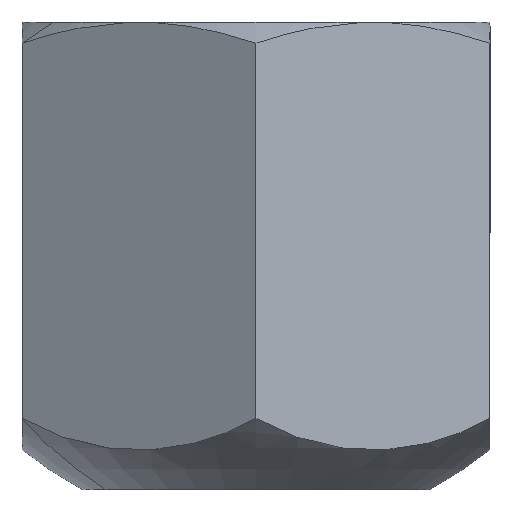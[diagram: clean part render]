
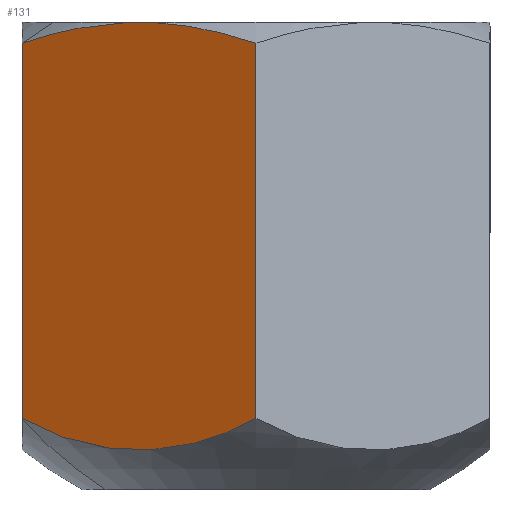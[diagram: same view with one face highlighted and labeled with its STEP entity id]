
A CAD part, front view. The second image highlights one B-rep face of the part: STEP entity #131.
In plain terms, the highlighted planar face has unit normal (-0.5, -0.866, 0).
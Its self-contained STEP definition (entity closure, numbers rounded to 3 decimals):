
#107=VERTEX_POINT('',#282);
#131=ADVANCED_FACE('',(#309),#310,.T.);
#137=EDGE_CURVE('',#107,#147,#317,.T.);
#147=VERTEX_POINT('',#328);
#153=VERTEX_POINT('',#334);
#171=EDGE_CURVE('',#153,#107,#352,.T.);
#197=EDGE_CURVE('',#233,#147,#380,.T.);
#215=EDGE_CURVE('',#233,#153,#403,.T.);
#233=VERTEX_POINT('',#422);
#282=CARTESIAN_POINT('',(0.,-15.6,25.788));
#309=FACE_OUTER_BOUND('',#563,.T.);
#310=PLANE('',#564);
#317=(B_SPLINE_CURVE(2,(#573,#574,#575),.UNSPECIFIED.,.F.,.F.)B_SPLINE_CURVE_WITH_KNOTS((3,3),(11.427,33.185),.UNSPECIFIED.)RATIONAL_B_SPLINE_CURVE((1.329,1.535,1.329))BOUNDED_CURVE()REPRESENTATION_ITEM('')GEOMETRIC_REPRESENTATION_ITEM()CURVE());
#328=CARTESIAN_POINT('',(-13.51,-7.8,25.788));
#334=CARTESIAN_POINT('',(0.,-15.6,4.127));
#352=LINE('',#647,#648);
#380=LINE('',#726,#727);
#403=B_SPLINE_CURVE_WITH_KNOTS('',3,(#754,#755,#756,#757,#758,#759,#760,#761,#762,#763,#764,#765,#766,#767,#768,#769,#770,#771,#772,#773,#774,#775,#776),.UNSPECIFIED.,.F.,.F.,(4,2,2,2,2,3,2,2,2,2,4),(-7.641,-7.503,-5.627,-3.751,-1.876,0.0,1.876,3.751,5.627,7.503,7.641),.UNSPECIFIED.);
#422=CARTESIAN_POINT('',(-13.51,-7.8,4.127));
#563=EDGE_LOOP('',(#915,#916,#917,#918));
#564=AXIS2_PLACEMENT_3D('',#919,#920,#921);
#573=CARTESIAN_POINT('',(0.,-15.6,25.788));
#574=CARTESIAN_POINT('',(-6.755,-11.7,28.039));
#575=CARTESIAN_POINT('',(-13.51,-7.8,25.788));
#647=CARTESIAN_POINT('',(0.,-15.6,0.0));
#648=VECTOR('',#950,1.0);
#726=CARTESIAN_POINT('',(-13.51,-7.8,0.0));
#727=VECTOR('',#977,1.0);
#754=CARTESIAN_POINT('',(-13.51,-7.8,4.127));
#755=CARTESIAN_POINT('',(-13.474,-7.821,4.106));
#756=CARTESIAN_POINT('',(-13.437,-7.842,4.086));
#757=CARTESIAN_POINT('',(-12.914,-8.144,3.794));
#758=CARTESIAN_POINT('',(-12.392,-8.446,3.539));
#759=CARTESIAN_POINT('',(-11.304,-9.074,3.091));
#760=CARTESIAN_POINT('',(-10.738,-9.4,2.898));
#761=CARTESIAN_POINT('',(-9.591,-10.063,2.59));
#762=CARTESIAN_POINT('',(-9.009,-10.398,2.475));
#763=CARTESIAN_POINT('',(-7.862,-11.061,2.325));
#764=CARTESIAN_POINT('',(-7.296,-11.387,2.291));
#765=CARTESIAN_POINT('',(-6.755,-11.7,2.291));
#766=CARTESIAN_POINT('',(-6.214,-12.013,2.291));
#767=CARTESIAN_POINT('',(-5.648,-12.339,2.325));
#768=CARTESIAN_POINT('',(-4.501,-13.002,2.475));
#769=CARTESIAN_POINT('',(-3.919,-13.337,2.59));
#770=CARTESIAN_POINT('',(-2.772,-14.,2.898));
#771=CARTESIAN_POINT('',(-2.206,-14.326,3.091));
#772=CARTESIAN_POINT('',(-1.118,-14.954,3.539));
#773=CARTESIAN_POINT('',(-0.596,-15.256,3.794));
#774=CARTESIAN_POINT('',(-0.073,-15.558,4.086));
#775=CARTESIAN_POINT('',(-0.036,-15.579,4.106));
#776=CARTESIAN_POINT('',(0.,-15.6,4.127));
#915=ORIENTED_EDGE('',*,*,#215,.T.);
#916=ORIENTED_EDGE('',*,*,#171,.T.);
#917=ORIENTED_EDGE('',*,*,#137,.T.);
#918=ORIENTED_EDGE('',*,*,#197,.F.);
#919=CARTESIAN_POINT('',(0.,-15.6,0.0));
#920=DIRECTION('',(-0.5,-0.866,-0.0));
#921=DIRECTION('',(0.0,0.0,-1.0));
#950=DIRECTION('',(0.0,0.0,1.0));
#977=DIRECTION('',(0.0,0.0,1.0));
